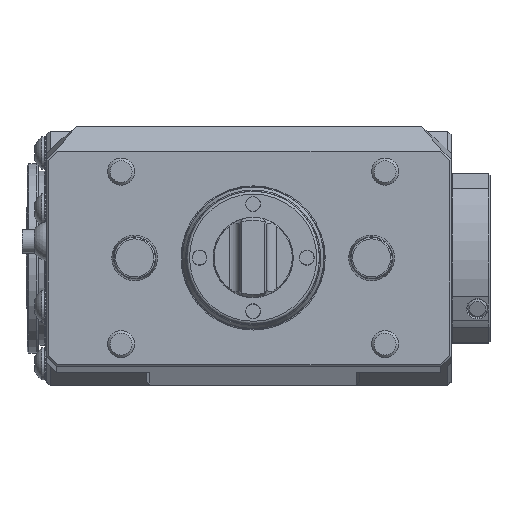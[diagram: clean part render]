
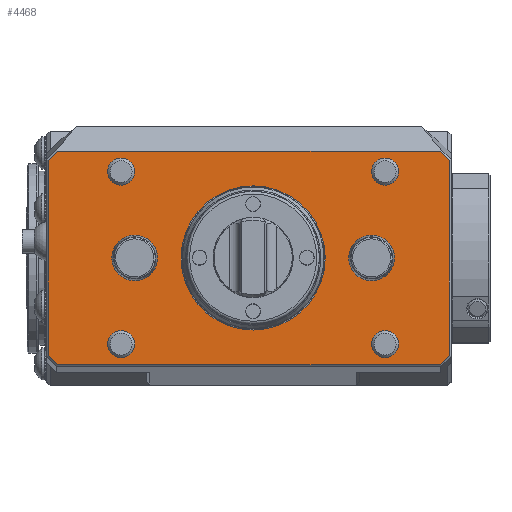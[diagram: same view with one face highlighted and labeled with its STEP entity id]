
A CAD part, top view. The second image highlights one B-rep face of the part: STEP entity #4468.
In plain terms, the highlighted planar face has unit normal (0, 0, 1).
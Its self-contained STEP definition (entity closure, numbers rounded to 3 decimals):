
#260=LINE('',#7400,#560);
#262=LINE('',#7404,#562);
#264=LINE('',#7408,#564);
#265=LINE('',#7410,#565);
#268=LINE('',#7415,#568);
#270=LINE('',#7419,#570);
#276=LINE('',#7431,#576);
#318=LINE('',#7524,#618);
#560=VECTOR('',#5699,1000.);
#562=VECTOR('',#5703,1000.);
#564=VECTOR('',#5707,1000.);
#565=VECTOR('',#5710,1000.);
#568=VECTOR('',#5715,1000.);
#570=VECTOR('',#5719,1000.);
#576=VECTOR('',#5727,1000.);
#618=VECTOR('',#5823,1000.);
#1924=ORIENTED_EDGE('',*,*,#2288,.T.);
#1925=ORIENTED_EDGE('',*,*,#2358,.T.);
#1926=ORIENTED_EDGE('',*,*,#2310,.T.);
#1927=ORIENTED_EDGE('',*,*,#2304,.T.);
#1928=ORIENTED_EDGE('',*,*,#2302,.T.);
#1929=ORIENTED_EDGE('',*,*,#2299,.T.);
#1930=ORIENTED_EDGE('',*,*,#2298,.T.);
#1931=ORIENTED_EDGE('',*,*,#2296,.T.);
#1932=ORIENTED_EDGE('',*,*,#2294,.T.);
#1933=ORIENTED_EDGE('',*,*,#2290,.T.);
#1934=ORIENTED_EDGE('',*,*,#2289,.T.);
#1935=ORIENTED_EDGE('',*,*,#2516,.T.);
#1936=ORIENTED_EDGE('',*,*,#2519,.T.);
#1937=ORIENTED_EDGE('',*,*,#2522,.T.);
#1938=ORIENTED_EDGE('',*,*,#2525,.T.);
#2288=EDGE_CURVE('',#2789,#2789,#3055,.T.);
#2289=EDGE_CURVE('',#2790,#2790,#3056,.T.);
#2290=EDGE_CURVE('',#2791,#2791,#3057,.T.);
#2294=EDGE_CURVE('',#2792,#2794,#260,.T.);
#2296=EDGE_CURVE('',#2795,#2792,#262,.T.);
#2298=EDGE_CURVE('',#2796,#2795,#264,.T.);
#2299=EDGE_CURVE('',#2797,#2796,#265,.T.);
#2302=EDGE_CURVE('',#2798,#2797,#268,.T.);
#2304=EDGE_CURVE('',#2799,#2798,#270,.T.);
#2310=EDGE_CURVE('',#2802,#2799,#276,.T.);
#2358=EDGE_CURVE('',#2794,#2802,#318,.T.);
#2516=EDGE_CURVE('',#2920,#2920,#3125,.T.);
#2519=EDGE_CURVE('',#2923,#2923,#3128,.T.);
#2522=EDGE_CURVE('',#2926,#2926,#3131,.T.);
#2525=EDGE_CURVE('',#2929,#2929,#3134,.T.);
#2789=VERTEX_POINT('',#7386);
#2790=VERTEX_POINT('',#7389);
#2791=VERTEX_POINT('',#7392);
#2792=VERTEX_POINT('',#7395);
#2794=VERTEX_POINT('',#7399);
#2795=VERTEX_POINT('',#7403);
#2796=VERTEX_POINT('',#7407);
#2797=VERTEX_POINT('',#7411);
#2798=VERTEX_POINT('',#7416);
#2799=VERTEX_POINT('',#7420);
#2802=VERTEX_POINT('',#7428);
#2920=VERTEX_POINT('',#7901);
#2923=VERTEX_POINT('',#7910);
#2926=VERTEX_POINT('',#7919);
#2929=VERTEX_POINT('',#7928);
#3055=CIRCLE('',#4761,6.75);
#3056=CIRCLE('',#4763,6.75);
#3057=CIRCLE('',#4765,21.3);
#3125=CIRCLE('',#4960,4.);
#3128=CIRCLE('',#4966,4.);
#3131=CIRCLE('',#4972,4.);
#3134=CIRCLE('',#4978,4.);
#3548=EDGE_LOOP('',(#1924));
#3549=EDGE_LOOP('',(#1925,#1926,#1927,#1928,#1929,#1930,#1931,#1932));
#3550=EDGE_LOOP('',(#1933));
#3551=EDGE_LOOP('',(#1934));
#3552=EDGE_LOOP('',(#1935));
#3553=EDGE_LOOP('',(#1936));
#3554=EDGE_LOOP('',(#1937));
#3555=EDGE_LOOP('',(#1938));
#3986=FACE_BOUND('',#3548,.T.);
#3987=FACE_BOUND('',#3549,.T.);
#3988=FACE_BOUND('',#3550,.T.);
#3989=FACE_BOUND('',#3551,.T.);
#3990=FACE_BOUND('',#3552,.T.);
#3991=FACE_BOUND('',#3553,.T.);
#3992=FACE_BOUND('',#3554,.T.);
#3993=FACE_BOUND('',#3555,.T.);
#4175=PLANE('',#4979);
#4468=ADVANCED_FACE('',(#3986,#3987,#3988,#3989,#3990,#3991,#3992,#3993),
#4175,.F.);
#4761=AXIS2_PLACEMENT_3D('',#7385,#5684,#5685);
#4763=AXIS2_PLACEMENT_3D('',#7388,#5688,#5689);
#4765=AXIS2_PLACEMENT_3D('',#7391,#5692,#5693);
#4960=AXIS2_PLACEMENT_3D('',#7900,#6231,#6232);
#4966=AXIS2_PLACEMENT_3D('',#7909,#6243,#6244);
#4972=AXIS2_PLACEMENT_3D('',#7918,#6255,#6256);
#4978=AXIS2_PLACEMENT_3D('',#7927,#6267,#6268);
#4979=AXIS2_PLACEMENT_3D('',#7929,#6269,#6270);
#5684=DIRECTION('',(0.,0.,-1.));
#5685=DIRECTION('',(0.,-1.,0.));
#5688=DIRECTION('',(0.,0.,-1.));
#5689=DIRECTION('',(1.,0.,0.));
#5692=DIRECTION('',(0.,0.,-1.));
#5693=DIRECTION('',(1.,0.,0.));
#5699=DIRECTION('',(0.703,0.711,0.));
#5703=DIRECTION('',(1.,0.,0.));
#5707=DIRECTION('',(0.703,-0.711,0.));
#5710=DIRECTION('',(0.,-1.,0.));
#5715=DIRECTION('',(-0.703,-0.711,0.));
#5719=DIRECTION('',(-1.,0.,0.));
#5727=DIRECTION('',(-0.703,0.711,0.));
#5823=DIRECTION('',(0.,1.,0.));
#6231=DIRECTION('',(0.,0.,-1.));
#6232=DIRECTION('',(-1.,0.,0.));
#6243=DIRECTION('',(0.,0.,-1.));
#6244=DIRECTION('',(-1.,0.,0.));
#6255=DIRECTION('',(0.,0.,-1.));
#6256=DIRECTION('',(-1.,0.,0.));
#6267=DIRECTION('',(0.,0.,-1.));
#6268=DIRECTION('',(-1.,0.,0.));
#6269=DIRECTION('',(0.,0.,-1.));
#6270=DIRECTION('',(1.,0.,0.));
#7385=CARTESIAN_POINT('',(-35.,0.,0.));
#7386=CARTESIAN_POINT('',(-35.,-6.75,0.));
#7388=CARTESIAN_POINT('',(35.,0.,0.));
#7389=CARTESIAN_POINT('',(41.75,0.,0.));
#7391=CARTESIAN_POINT('',(0.,0.,0.));
#7392=CARTESIAN_POINT('',(21.3,0.,0.));
#7395=CARTESIAN_POINT('',(55.291,-31.5,0.));
#7399=CARTESIAN_POINT('',(58.,-28.757,0.));
#7400=CARTESIAN_POINT('',(58.144,-28.611,0.));
#7403=CARTESIAN_POINT('',(-57.791,-31.5,0.));
#7404=CARTESIAN_POINT('',(55.5,-31.5,0.));
#7407=CARTESIAN_POINT('',(-60.5,-28.757,0.));
#7408=CARTESIAN_POINT('',(-57.644,-31.649,0.));
#7410=CARTESIAN_POINT('',(-60.5,37.5,0.));
#7411=CARTESIAN_POINT('',(-60.5,28.757,0.));
#7415=CARTESIAN_POINT('',(-60.644,28.611,0.));
#7416=CARTESIAN_POINT('',(-57.791,31.5,0.));
#7419=CARTESIAN_POINT('',(-58.,31.5,0.));
#7420=CARTESIAN_POINT('',(55.291,31.5,0.));
#7428=CARTESIAN_POINT('',(58.,28.757,0.));
#7431=CARTESIAN_POINT('',(55.144,31.649,0.));
#7524=CARTESIAN_POINT('',(58.,37.5,0.));
#7900=CARTESIAN_POINT('',(39.,25.5,0.));
#7901=CARTESIAN_POINT('',(35.,25.5,0.));
#7909=CARTESIAN_POINT('',(39.,-25.5,0.));
#7910=CARTESIAN_POINT('',(35.,-25.5,0.));
#7918=CARTESIAN_POINT('',(-39.,25.5,0.));
#7919=CARTESIAN_POINT('',(-43.,25.5,0.));
#7927=CARTESIAN_POINT('',(-39.,-25.5,0.));
#7928=CARTESIAN_POINT('',(-43.,-25.5,0.));
#7929=CARTESIAN_POINT('',(26.,-25.5,0.));
